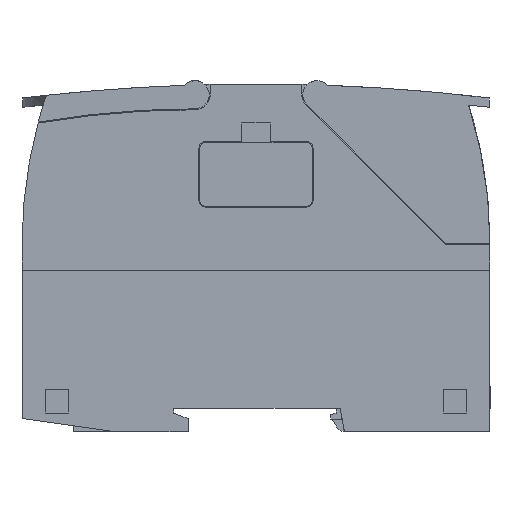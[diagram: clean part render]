
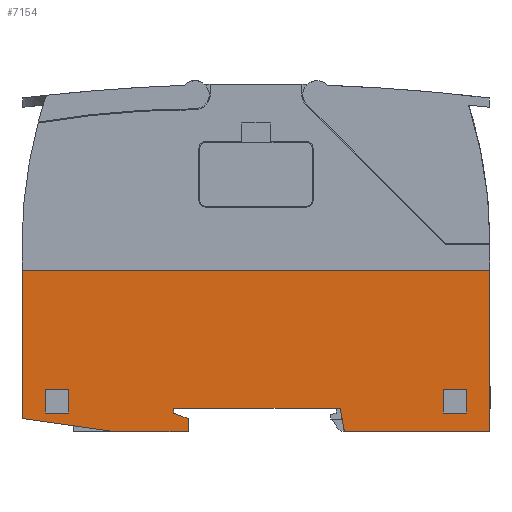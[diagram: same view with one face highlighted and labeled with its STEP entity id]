
A CAD part, left-side view. The second image highlights one B-rep face of the part: STEP entity #7154.
In plain terms, the highlighted planar face has unit normal (-1, 0, 0).
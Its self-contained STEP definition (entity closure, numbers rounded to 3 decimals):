
#6899=FACE_BOUND('',#9351,.T.);
#6900=FACE_BOUND('',#9352,.T.);
#6901=FACE_BOUND('',#9353,.T.);
#7154=ADVANCED_FACE('',(#6899,#6900,#6901),#7920,.F.);
#7920=PLANE('',#20692);
#9351=EDGE_LOOP('',(#10858,#10859,#10860,#10861));
#9352=EDGE_LOOP('',(#10862,#10863,#10864,#10865));
#9353=EDGE_LOOP('',(#10866,#10867,#10868,#10869,#10870,#10871,#10872,#10873,
#10874,#10875,#10876));
#10858=ORIENTED_EDGE('',*,*,#15707,.T.);
#10859=ORIENTED_EDGE('',*,*,#15708,.T.);
#10860=ORIENTED_EDGE('',*,*,#15709,.T.);
#10861=ORIENTED_EDGE('',*,*,#15710,.T.);
#10862=ORIENTED_EDGE('',*,*,#15711,.F.);
#10863=ORIENTED_EDGE('',*,*,#15712,.F.);
#10864=ORIENTED_EDGE('',*,*,#15713,.F.);
#10865=ORIENTED_EDGE('',*,*,#15714,.F.);
#10866=ORIENTED_EDGE('',*,*,#15704,.F.);
#10867=ORIENTED_EDGE('',*,*,#15690,.T.);
#10868=ORIENTED_EDGE('',*,*,#15628,.F.);
#10869=ORIENTED_EDGE('',*,*,#15649,.F.);
#10870=ORIENTED_EDGE('',*,*,#15715,.T.);
#10871=ORIENTED_EDGE('',*,*,#15666,.F.);
#10872=ORIENTED_EDGE('',*,*,#15694,.T.);
#10873=ORIENTED_EDGE('',*,*,#15706,.F.);
#10874=ORIENTED_EDGE('',*,*,#15699,.F.);
#10875=ORIENTED_EDGE('',*,*,#15696,.F.);
#10876=ORIENTED_EDGE('',*,*,#15654,.F.);
#14206=VERTEX_POINT('',#25528);
#14207=VERTEX_POINT('',#25530);
#14221=VERTEX_POINT('',#25565);
#14226=VERTEX_POINT('',#25576);
#14227=VERTEX_POINT('',#25578);
#14238=VERTEX_POINT('',#25601);
#14239=VERTEX_POINT('',#25603);
#14256=VERTEX_POINT('',#25648);
#14260=VERTEX_POINT('',#25658);
#14262=VERTEX_POINT('',#25664);
#14264=VERTEX_POINT('',#25670);
#14267=VERTEX_POINT('',#25684);
#14268=VERTEX_POINT('',#25685);
#14269=VERTEX_POINT('',#25687);
#14270=VERTEX_POINT('',#25689);
#14271=VERTEX_POINT('',#25692);
#14272=VERTEX_POINT('',#25693);
#14273=VERTEX_POINT('',#25695);
#14274=VERTEX_POINT('',#25697);
#15628=EDGE_CURVE('',#14206,#14207,#17505,.T.);
#15649=EDGE_CURVE('',#14221,#14206,#17526,.T.);
#15654=EDGE_CURVE('',#14226,#14227,#17531,.T.);
#15666=EDGE_CURVE('',#14238,#14239,#17543,.T.);
#15690=EDGE_CURVE('',#14256,#14207,#17567,.T.);
#15694=EDGE_CURVE('',#14238,#14260,#17571,.T.);
#15696=EDGE_CURVE('',#14227,#14262,#17573,.T.);
#15699=EDGE_CURVE('',#14262,#14264,#17576,.T.);
#15704=EDGE_CURVE('',#14256,#14226,#17581,.T.);
#15706=EDGE_CURVE('',#14264,#14260,#17583,.T.);
#15707=EDGE_CURVE('',#14267,#14268,#17584,.T.);
#15708=EDGE_CURVE('',#14268,#14269,#17585,.T.);
#15709=EDGE_CURVE('',#14269,#14270,#17586,.T.);
#15710=EDGE_CURVE('',#14270,#14267,#17587,.T.);
#15711=EDGE_CURVE('',#14271,#14272,#17588,.T.);
#15712=EDGE_CURVE('',#14273,#14271,#17589,.T.);
#15713=EDGE_CURVE('',#14274,#14273,#17590,.T.);
#15714=EDGE_CURVE('',#14272,#14274,#17591,.T.);
#15715=EDGE_CURVE('',#14221,#14239,#17592,.T.);
#17505=LINE('',#25529,#19101);
#17526=LINE('',#25566,#19122);
#17531=LINE('',#25577,#19127);
#17543=LINE('',#25602,#19139);
#17567=LINE('',#25651,#19163);
#17571=LINE('',#25659,#19167);
#17573=LINE('',#25663,#19169);
#17576=LINE('',#25669,#19172);
#17581=LINE('',#25678,#19177);
#17583=LINE('',#25681,#19179);
#17584=LINE('',#25683,#19180);
#17585=LINE('',#25686,#19181);
#17586=LINE('',#25688,#19182);
#17587=LINE('',#25690,#19183);
#17588=LINE('',#25691,#19184);
#17589=LINE('',#25694,#19185);
#17590=LINE('',#25696,#19186);
#17591=LINE('',#25698,#19187);
#17592=LINE('',#25699,#19188);
#19101=VECTOR('',#22036,1.);
#19122=VECTOR('',#22059,1.);
#19127=VECTOR('',#22066,1.);
#19139=VECTOR('',#22080,1.);
#19163=VECTOR('',#22116,1.);
#19167=VECTOR('',#22122,1.);
#19169=VECTOR('',#22126,1.);
#19172=VECTOR('',#22131,1.);
#19177=VECTOR('',#22138,1.);
#19179=VECTOR('',#22142,1.);
#19180=VECTOR('',#22145,1.);
#19181=VECTOR('',#22146,1.);
#19182=VECTOR('',#22147,1.);
#19183=VECTOR('',#22148,1.);
#19184=VECTOR('',#22149,1.);
#19185=VECTOR('',#22150,1.);
#19186=VECTOR('',#22151,1.);
#19187=VECTOR('',#22152,1.);
#19188=VECTOR('',#22153,1.);
#20692=AXIS2_PLACEMENT_3D('',#25700,#22154,#22155);
#22036=DIRECTION('',(0.,0.,-1.));
#22059=DIRECTION('',(0.,-1.,0.));
#22066=DIRECTION('',(0.,1.,0.));
#22080=DIRECTION('',(0.,0.99,0.139));
#22116=DIRECTION('',(0.,-1.,0.));
#22122=DIRECTION('',(0.,-1.,0.));
#22126=DIRECTION('',(0.,0.,-1.));
#22131=DIRECTION('',(0.,-0.94,-0.342));
#22138=DIRECTION('',(0.,0.174,0.985));
#22142=DIRECTION('',(0.,0.,-1.));
#22145=DIRECTION('',(0.,1.,0.));
#22146=DIRECTION('',(0.,0.,1.));
#22147=DIRECTION('',(0.,-1.,0.));
#22148=DIRECTION('',(0.,0.,-1.));
#22149=DIRECTION('',(0.,1.,0.));
#22150=DIRECTION('',(0.,0.,1.));
#22151=DIRECTION('',(0.,-1.,0.));
#22152=DIRECTION('',(0.,0.,-1.));
#22153=DIRECTION('',(0.,0.,-1.));
#22154=DIRECTION('',(1.,0.,0.));
#22155=DIRECTION('',(0.,0.,-1.));
#25528=CARTESIAN_POINT('',(0.,0.,34.5));
#25529=CARTESIAN_POINT('',(0.,0.,34.5));
#25530=CARTESIAN_POINT('',(0.,0.,0.));
#25565=CARTESIAN_POINT('',(0.,100.,34.5));
#25566=CARTESIAN_POINT('',(0.,100.,34.5));
#25576=CARTESIAN_POINT('',(0.,32.,5.));
#25577=CARTESIAN_POINT('',(0.,100.,5.));
#25578=CARTESIAN_POINT('',(0.,67.6,5.));
#25601=CARTESIAN_POINT('',(0.,80.,0.));
#25602=CARTESIAN_POINT('',(0.,104.367,3.425));
#25603=CARTESIAN_POINT('',(0.,100.,2.811));
#25648=CARTESIAN_POINT('',(0.,31.118,0.));
#25651=CARTESIAN_POINT('',(0.,100.,0.));
#25658=CARTESIAN_POINT('',(0.,64.5,0.));
#25659=CARTESIAN_POINT('',(0.,100.,0.));
#25663=CARTESIAN_POINT('',(0.,67.6,34.5));
#25664=CARTESIAN_POINT('',(0.,67.6,3.95));
#25669=CARTESIAN_POINT('',(0.,106.029,17.937));
#25670=CARTESIAN_POINT('',(0.,64.5,2.822));
#25678=CARTESIAN_POINT('',(0.,39.095,45.239));
#25681=CARTESIAN_POINT('',(0.,64.5,34.5));
#25683=CARTESIAN_POINT('',(0.,90.,4.));
#25684=CARTESIAN_POINT('',(0.,90.,4.));
#25685=CARTESIAN_POINT('',(0.,95.,4.));
#25686=CARTESIAN_POINT('',(0.,95.,4.));
#25687=CARTESIAN_POINT('',(0.,95.,9.));
#25688=CARTESIAN_POINT('',(0.,95.,9.));
#25689=CARTESIAN_POINT('',(0.,90.,9.));
#25690=CARTESIAN_POINT('',(0.,90.,9.));
#25691=CARTESIAN_POINT('',(0.,5.,9.));
#25692=CARTESIAN_POINT('',(0.,5.,9.));
#25693=CARTESIAN_POINT('',(0.,10.,9.));
#25694=CARTESIAN_POINT('',(0.,5.,4.));
#25695=CARTESIAN_POINT('',(0.,5.,4.));
#25696=CARTESIAN_POINT('',(0.,10.,4.));
#25697=CARTESIAN_POINT('',(0.,10.,4.));
#25698=CARTESIAN_POINT('',(0.,10.,9.));
#25699=CARTESIAN_POINT('',(0.,100.,34.5));
#25700=CARTESIAN_POINT('',(0.,100.,34.5));
